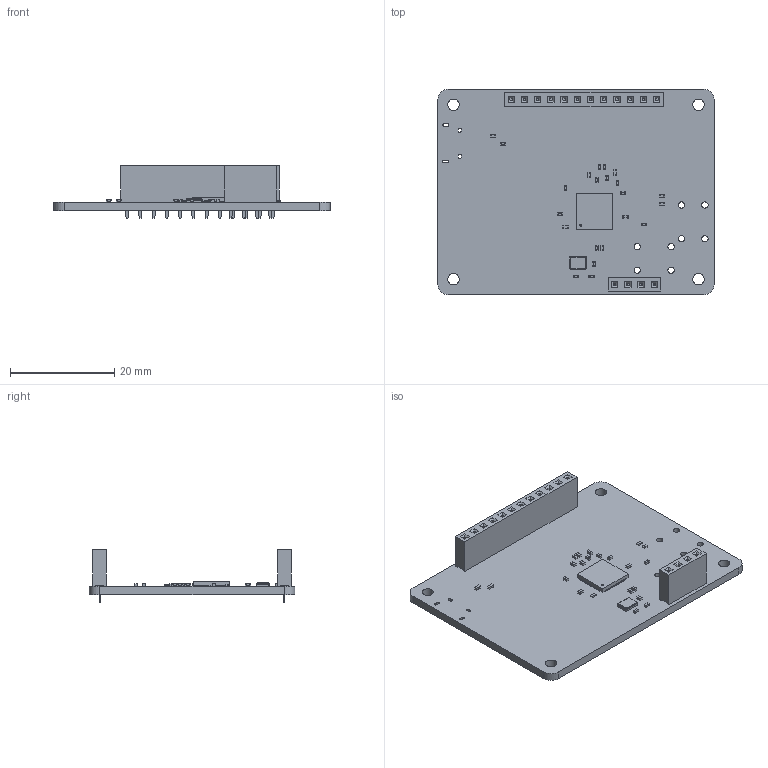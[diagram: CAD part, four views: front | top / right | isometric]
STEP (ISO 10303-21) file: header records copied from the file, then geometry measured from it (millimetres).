
FILE_DESCRIPTION(('KiCad electronic assembly'),'2;1');
FILE_NAME('board.step','2024-08-06T13:04:06',('Pcbnew'),('Kicad'), 'Open CASCADE STEP processor 7.8','KiCad to STEP converter','Unknown' );
FILE_SCHEMA(('AUTOMOTIVE_DESIGN { 1 0 10303 214 1 1 1 1 }'));
Length unit declared in the file: millimetre
Products named in the file (14): board 1; C_0402_1005Metric; R_0402_1005Metric; PinSocket_1x04_P2.54mm_Vertical; PinSocket_1x04_P254mm_Vertical; PinSocket_1x12_P2.54mm_Vertical; PinSocket_1x12_P254mm_Vertical; QFN-56-1EP_7x7mm_P0.4mm_EP3.2x3.2mm; QFN_56_1EP_7x7mm_P04mm_EP32x32mm; Crystal_SMD_Abracon_ABM8G-4Pin_3.2x2.5mm; board_PCB
Assembly tree (33 placements, depth 3):
  board 1
    C_0402_1005Metric  x16
      C_0402_1005Metric
    R_0402_1005Metric  x6
      R_0402_1005Metric
    PinSocket_1x04_P2.54mm_Vertical
      PinSocket_1x04_P254mm_Vertical
    PinSocket_1x12_P2.54mm_Vertical
      PinSocket_1x12_P254mm_Vertical
    QFN-56-1EP_7x7mm_P0.4mm_EP3.2x3.2mm
      QFN_56_1EP_7x7mm_P04mm_EP32x32mm
    Crystal_SMD_Abracon_ABM8G-4Pin_3.2x2.5mm
      Crystal_SMD_Abracon_ABM8G-4Pin_3.2x2.5mm
    board_PCB
Bounding box: 53 x 39.5 x 10.1 mm (x, y, z)
Volume: 4015.4 mm3; surface area: 5974.9 mm2
Topology: 27 solids, 27 shells, 1552 faces, 4154 edges, 2740 vertices
Faces by surface type: plane 1259, cylinder 293
Full cylindrical faces by diameter (mm): 0.4 x1, 1 x16, 1.2 x8, 2.2 x4
Entity records: 35836 total; most frequent: CARTESIAN_POINT 5570, ORIENTED_EDGE 5468, DIRECTION 4952, EDGE_CURVE 2734, LINE 2588, VECTOR 2588, VERTEX_POINT 1800, AXIS2_PLACEMENT_3D 1182
